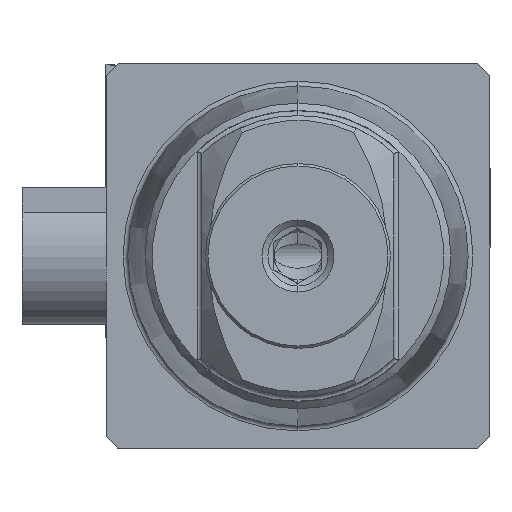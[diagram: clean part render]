
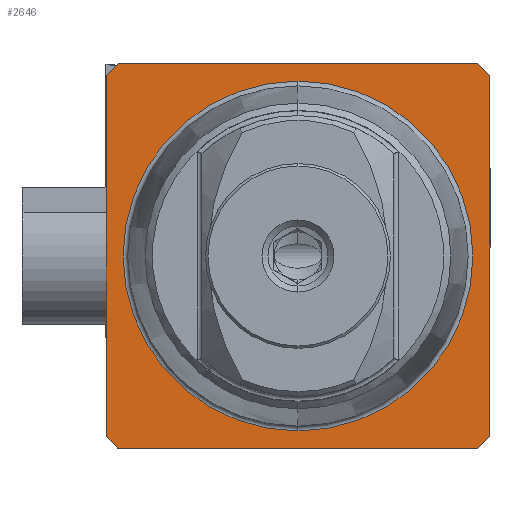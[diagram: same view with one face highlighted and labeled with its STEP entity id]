
A CAD part, left-side view. The second image highlights one B-rep face of the part: STEP entity #2646.
In plain terms, the highlighted planar face has unit normal (-1, 0, 0).
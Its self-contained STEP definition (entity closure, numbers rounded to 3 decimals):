
#191 = DIRECTION ( 'NONE',  ( 0., -0.707, 0.707 ) ) ;
#269 = EDGE_CURVE ( 'NONE', #1143, #1427, #6103, .T. ) ;
#319 = CARTESIAN_POINT ( 'NONE',  ( 0., -8., 0. ) ) ;
#575 = DIRECTION ( 'NONE',  ( -1., 0., 0. ) ) ;
#627 = DIRECTION ( 'NONE',  ( 0., 0.707, -0.707 ) ) ;
#702 = DIRECTION ( 'NONE',  ( 0., 0., -1. ) ) ;
#824 = CARTESIAN_POINT ( 'NONE',  ( 0., 0., 7.287 ) ) ;
#1095 = DIRECTION ( 'NONE',  ( 0., 0., 1. ) ) ;
#1143 = VERTEX_POINT ( 'NONE', #1273 ) ;
#1210 = VECTOR ( 'NONE', #6485, 1000. ) ;
#1273 = CARTESIAN_POINT ( 'NONE',  ( 0., 7.5, 8. ) ) ;
#1328 = DIRECTION ( 'NONE',  ( 0., 0., 1. ) ) ;
#1374 = CARTESIAN_POINT ( 'NONE',  ( 0., 7.287, 0. ) ) ;
#1427 = VERTEX_POINT ( 'NONE', #3106 ) ;
#1804 = VECTOR ( 'NONE', #5152, 1000. ) ;
#2048 = CARTESIAN_POINT ( 'NONE',  ( 0., 0., 0. ) ) ;
#2130 = EDGE_LOOP ( 'NONE', ( #6579, #4275 ) ) ;
#2158 = CARTESIAN_POINT ( 'NONE',  ( 0., 7.5, -8. ) ) ;
#2244 = ORIENTED_EDGE ( 'NONE', *, *, #4048, .T. ) ;
#2312 = VECTOR ( 'NONE', #5310, 1000. ) ;
#2360 = LINE ( 'NONE', #5075, #5126 ) ;
#2546 = CARTESIAN_POINT ( 'NONE',  ( 0., 8., 7.5 ) ) ;
#2646 = ADVANCED_FACE ( 'NONE', ( #6798, #5440 ), #5524, .F. ) ;
#3106 = CARTESIAN_POINT ( 'NONE',  ( 0., 8., 7.5 ) ) ;
#3107 = ORIENTED_EDGE ( 'NONE', *, *, #5827, .T. ) ;
#3289 = ORIENTED_EDGE ( 'NONE', *, *, #5704, .T. ) ;
#3321 = ORIENTED_EDGE ( 'NONE', *, *, #6755, .T. ) ;
#3330 = EDGE_LOOP ( 'NONE', ( #5958, #6448, #3321, #7386, #7939, #3289, #2244, #3107 ) ) ;
#3339 = EDGE_CURVE ( 'NONE', #8184, #1427, #2360, .T. ) ;
#3347 = CARTESIAN_POINT ( 'NONE',  ( 0., 7.5, -8. ) ) ;
#3368 = VECTOR ( 'NONE', #7949, 1000. ) ;
#3376 = VECTOR ( 'NONE', #6294, 1000. ) ;
#3383 = CARTESIAN_POINT ( 'NONE',  ( 0., -8., -7.5 ) ) ;
#3479 = LINE ( 'NONE', #8253, #8669 ) ;
#3588 = CARTESIAN_POINT ( 'NONE',  ( 0., 7.287, -8. ) ) ;
#3635 = LINE ( 'NONE', #3588, #3376 ) ;
#3811 = EDGE_CURVE ( 'NONE', #4296, #8711, #5816, .T. ) ;
#3836 = LINE ( 'NONE', #319, #1210 ) ;
#4048 = EDGE_CURVE ( 'NONE', #4201, #5089, #3635, .T. ) ;
#4201 = VERTEX_POINT ( 'NONE', #2158 ) ;
#4225 = CARTESIAN_POINT ( 'NONE',  ( 0., 0., -7.287 ) ) ;
#4253 = CARTESIAN_POINT ( 'NONE',  ( 0., 8., -7.5 ) ) ;
#4275 = ORIENTED_EDGE ( 'NONE', *, *, #6374, .F. ) ;
#4296 = VERTEX_POINT ( 'NONE', #7777 ) ;
#4617 = VECTOR ( 'NONE', #627, 1000. ) ;
#5049 = VERTEX_POINT ( 'NONE', #4225 ) ;
#5075 = CARTESIAN_POINT ( 'NONE',  ( 0., 8., 0. ) ) ;
#5089 = VERTEX_POINT ( 'NONE', #7706 ) ;
#5126 = VECTOR ( 'NONE', #1095, 1000. ) ;
#5152 = DIRECTION ( 'NONE',  ( 0., 0.707, 0.707 ) ) ;
#5310 = DIRECTION ( 'NONE',  ( 0., -0.707, -0.707 ) ) ;
#5440 = FACE_OUTER_BOUND ( 'NONE', #3330, .T. ) ;
#5524 = PLANE ( 'NONE',  #8201 ) ;
#5704 = EDGE_CURVE ( 'NONE', #8184, #4201, #6666, .T. ) ;
#5745 = DIRECTION ( 'NONE',  ( -1., 0., 0. ) ) ;
#5816 = LINE ( 'NONE', #8498, #1804 ) ;
#5827 = EDGE_CURVE ( 'NONE', #5089, #7198, #3479, .T. ) ;
#5941 = DIRECTION ( 'NONE',  ( 1., 0., 0. ) ) ;
#5958 = ORIENTED_EDGE ( 'NONE', *, *, #7502, .T. ) ;
#6103 = LINE ( 'NONE', #2546, #4617 ) ;
#6294 = DIRECTION ( 'NONE',  ( 0., -1., 0. ) ) ;
#6360 = DIRECTION ( 'NONE',  ( 0., 0., 1. ) ) ;
#6374 = EDGE_CURVE ( 'NONE', #5049, #7817, #8307, .T. ) ;
#6448 = ORIENTED_EDGE ( 'NONE', *, *, #3811, .T. ) ;
#6485 = DIRECTION ( 'NONE',  ( 0., 0., 1. ) ) ;
#6508 = CARTESIAN_POINT ( 'NONE',  ( 0., 7.287, 8. ) ) ;
#6579 = ORIENTED_EDGE ( 'NONE', *, *, #7191, .F. ) ;
#6666 = LINE ( 'NONE', #3347, #2312 ) ;
#6749 = AXIS2_PLACEMENT_3D ( 'NONE', #7066, #5745, #6360 ) ;
#6755 = EDGE_CURVE ( 'NONE', #8711, #1143, #7166, .T. ) ;
#6798 = FACE_BOUND ( 'NONE', #2130, .T. ) ;
#7066 = CARTESIAN_POINT ( 'NONE',  ( 0., 0., 0. ) ) ;
#7166 = LINE ( 'NONE', #6508, #3368 ) ;
#7191 = EDGE_CURVE ( 'NONE', #7817, #5049, #8322, .T. ) ;
#7198 = VERTEX_POINT ( 'NONE', #3383 ) ;
#7386 = ORIENTED_EDGE ( 'NONE', *, *, #269, .T. ) ;
#7470 = AXIS2_PLACEMENT_3D ( 'NONE', #2048, #575, #1328 ) ;
#7502 = EDGE_CURVE ( 'NONE', #7198, #4296, #3836, .T. ) ;
#7706 = CARTESIAN_POINT ( 'NONE',  ( 0., -7.5, -8. ) ) ;
#7777 = CARTESIAN_POINT ( 'NONE',  ( 0., -8., 7.5 ) ) ;
#7817 = VERTEX_POINT ( 'NONE', #824 ) ;
#7939 = ORIENTED_EDGE ( 'NONE', *, *, #3339, .F. ) ;
#7949 = DIRECTION ( 'NONE',  ( 0., 1., 0. ) ) ;
#8184 = VERTEX_POINT ( 'NONE', #4253 ) ;
#8201 = AXIS2_PLACEMENT_3D ( 'NONE', #1374, #5941, #702 ) ;
#8253 = CARTESIAN_POINT ( 'NONE',  ( 0., -8., -7.5 ) ) ;
#8307 = CIRCLE ( 'NONE', #6749, 7.287 ) ;
#8322 = CIRCLE ( 'NONE', #7470, 7.287 ) ;
#8498 = CARTESIAN_POINT ( 'NONE',  ( 0., -7.5, 8. ) ) ;
#8514 = CARTESIAN_POINT ( 'NONE',  ( 0., -7.5, 8. ) ) ;
#8669 = VECTOR ( 'NONE', #191, 1000. ) ;
#8711 = VERTEX_POINT ( 'NONE', #8514 ) ;
